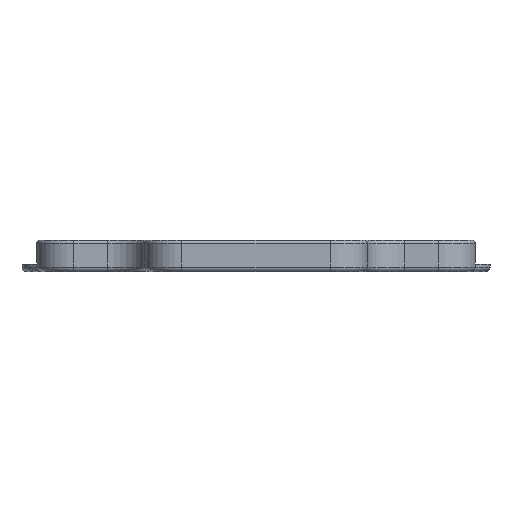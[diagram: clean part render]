
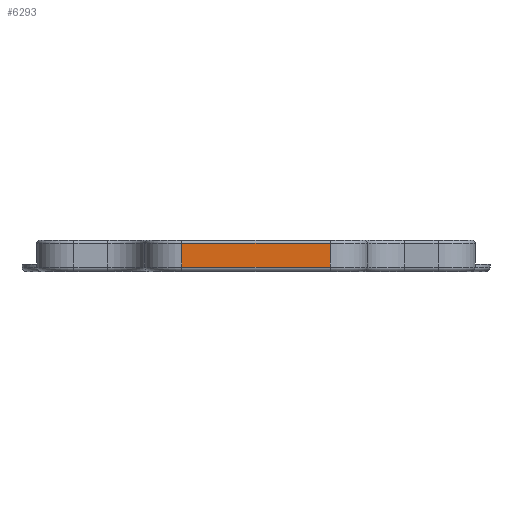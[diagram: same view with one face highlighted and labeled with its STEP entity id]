
A CAD part, front view. The second image highlights one B-rep face of the part: STEP entity #6293.
In plain terms, the highlighted planar face has unit normal (0, -1, 0).
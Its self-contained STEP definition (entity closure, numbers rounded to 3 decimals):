
#2518 = VERTEX_POINT('',#2519);
#2519 = CARTESIAN_POINT('',(-50.,-154.7,3.));
#2545 = VERTEX_POINT('',#2546);
#2546 = CARTESIAN_POINT('',(50.,-154.7,3.));
#2572 = EDGE_CURVE('',#2545,#2518,#2573,.T.);
#2573 = LINE('',#2574,#2575);
#2574 = CARTESIAN_POINT('',(50.,-154.7,3.));
#2575 = VECTOR('',#2576,1.);
#2576 = DIRECTION('',(-1.,-0.,-0.));
#4559 = VERTEX_POINT('',#4560);
#4560 = CARTESIAN_POINT('',(-50.,-154.7,19.));
#4642 = EDGE_CURVE('',#4559,#4643,#4645,.T.);
#4643 = VERTEX_POINT('',#4644);
#4644 = CARTESIAN_POINT('',(50.,-154.7,19.));
#4645 = LINE('',#4646,#4647);
#4646 = CARTESIAN_POINT('',(-50.,-154.7,19.));
#4647 = VECTOR('',#4648,1.);
#4648 = DIRECTION('',(1.,0.,0.));
#6265 = EDGE_CURVE('',#2518,#4559,#6266,.T.);
#6266 = LINE('',#6267,#6268);
#6267 = CARTESIAN_POINT('',(-50.,-154.7,0.));
#6268 = VECTOR('',#6269,1.);
#6269 = DIRECTION('',(0.,0.,1.));
#6280 = EDGE_CURVE('',#2545,#4643,#6281,.T.);
#6281 = LINE('',#6282,#6283);
#6282 = CARTESIAN_POINT('',(50.,-154.7,0.));
#6283 = VECTOR('',#6284,1.);
#6284 = DIRECTION('',(0.,0.,1.));
#6293 = ADVANCED_FACE('',(#6294),#6300,.F.);
#6294 = FACE_BOUND('',#6295,.F.);
#6295 = EDGE_LOOP('',(#6296,#6297,#6298,#6299));
#6296 = ORIENTED_EDGE('',*,*,#6265,.T.);
#6297 = ORIENTED_EDGE('',*,*,#4642,.T.);
#6298 = ORIENTED_EDGE('',*,*,#6280,.F.);
#6299 = ORIENTED_EDGE('',*,*,#2572,.T.);
#6300 = PLANE('',#6301);
#6301 = AXIS2_PLACEMENT_3D('',#6302,#6303,#6304);
#6302 = CARTESIAN_POINT('',(-50.,-154.7,0.));
#6303 = DIRECTION('',(0.,1.,0.));
#6304 = DIRECTION('',(1.,0.,0.));
